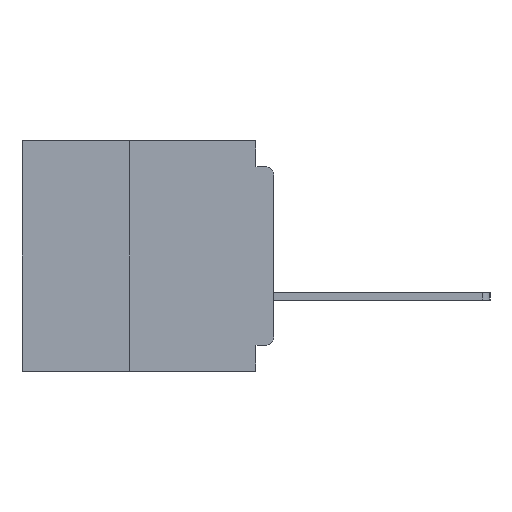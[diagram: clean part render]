
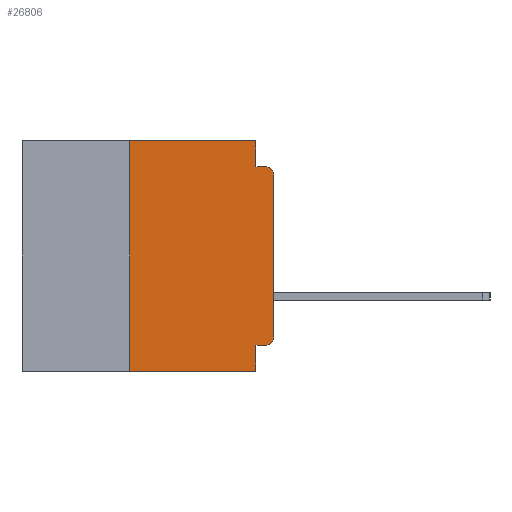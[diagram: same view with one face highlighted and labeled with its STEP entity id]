
A CAD part, left-side view. The second image highlights one B-rep face of the part: STEP entity #26806.
In plain terms, the highlighted planar face has unit normal (-1, 0, 0).
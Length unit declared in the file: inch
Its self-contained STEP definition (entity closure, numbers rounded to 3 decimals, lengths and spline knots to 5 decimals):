
#183 = EDGE_CURVE ( 'NONE', #6719, #31612, #37345, .T. ) ;
#910 = VERTEX_POINT ( 'NONE', #30607 ) ;
#960 = AXIS2_PLACEMENT_3D ( 'NONE', #6952, #28306, #10016 ) ;
#996 = CARTESIAN_POINT ( 'NONE',  ( 0., 0., -0.355 ) ) ;
#1998 = CARTESIAN_POINT ( 'NONE',  ( 0., 0., 0. ) ) ;
#2995 = LINE ( 'NONE', #12152, #19225 ) ;
#4849 = VECTOR ( 'NONE', #34877, 39.37008 ) ;
#4863 = EDGE_CURVE ( 'NONE', #16826, #6173, #15813, .T. ) ;
#6173 = VERTEX_POINT ( 'NONE', #24766 ) ;
#6719 = VERTEX_POINT ( 'NONE', #36812 ) ;
#6952 = CARTESIAN_POINT ( 'NONE',  ( 0., 0.015, -0.06 ) ) ;
#7785 = CARTESIAN_POINT ( 'NONE',  ( 0., 0.015, -0.045 ) ) ;
#8321 = CARTESIAN_POINT ( 'NONE',  ( 0., 0.437, 0. ) ) ;
#9497 = ORIENTED_EDGE ( 'NONE', *, *, #12889, .F. ) ;
#9925 = EDGE_CURVE ( 'NONE', #36558, #21118, #38884, .T. ) ;
#10016 = DIRECTION ( 'NONE',  ( 0., 0., -1. ) ) ;
#11291 = AXIS2_PLACEMENT_3D ( 'NONE', #12624, #33936, #15700 ) ;
#11301 = CARTESIAN_POINT ( 'NONE',  ( 0., 0.015, -0.355 ) ) ;
#11689 = CARTESIAN_POINT ( 'NONE',  ( 0., 0.031, 0. ) ) ;
#11846 = LINE ( 'NONE', #11689, #27116 ) ;
#12152 = CARTESIAN_POINT ( 'NONE',  ( 0., 0.437, -0.4 ) ) ;
#12527 = AXIS2_PLACEMENT_3D ( 'NONE', #19452, #16511, #37776 ) ;
#12624 = CARTESIAN_POINT ( 'NONE',  ( 0., 0.015, -0.34 ) ) ;
#12657 = LINE ( 'NONE', #996, #36953 ) ;
#12889 = EDGE_CURVE ( 'NONE', #910, #12991, #37246, .T. ) ;
#12991 = VERTEX_POINT ( 'NONE', #7785 ) ;
#13062 = VECTOR ( 'NONE', #17079, 39.37008 ) ;
#13140 = DIRECTION ( 'NONE',  ( 0., 1., 0. ) ) ;
#14257 = ORIENTED_EDGE ( 'NONE', *, *, #31540, .F. ) ;
#14383 = CIRCLE ( 'NONE', #11291, 0.015 ) ;
#14761 = DIRECTION ( 'NONE',  ( 0., 0., -1. ) ) ;
#15026 = CARTESIAN_POINT ( 'NONE',  ( 0., 0., -0.06 ) ) ;
#15553 = VECTOR ( 'NONE', #26427, 39.37008 ) ;
#15700 = DIRECTION ( 'NONE',  ( 0., 0., -1. ) ) ;
#15764 = VECTOR ( 'NONE', #32542, 39.37008 ) ;
#15813 = LINE ( 'NONE', #33824, #24891 ) ;
#15874 = ORIENTED_EDGE ( 'NONE', *, *, #20321, .F. ) ;
#16383 = ORIENTED_EDGE ( 'NONE', *, *, #38056, .F. ) ;
#16484 = CARTESIAN_POINT ( 'NONE',  ( 0., 0.031, 0. ) ) ;
#16511 = DIRECTION ( 'NONE',  ( 1., 0., 0. ) ) ;
#16826 = VERTEX_POINT ( 'NONE', #24546 ) ;
#17079 = DIRECTION ( 'NONE',  ( 0., -1., 0. ) ) ;
#18681 = DIRECTION ( 'NONE',  ( 0., 0., -1. ) ) ;
#19225 = VECTOR ( 'NONE', #33480, 39.37008 ) ;
#19452 = CARTESIAN_POINT ( 'NONE',  ( 0., 0.437, 0. ) ) ;
#19730 = CARTESIAN_POINT ( 'NONE',  ( 0., 0., -0.045 ) ) ;
#20321 = EDGE_CURVE ( 'NONE', #32756, #6719, #31975, .T. ) ;
#21118 = VERTEX_POINT ( 'NONE', #15026 ) ;
#23103 = FACE_OUTER_BOUND ( 'NONE', #31543, .T. ) ;
#23354 = VERTEX_POINT ( 'NONE', #11301 ) ;
#24207 = EDGE_CURVE ( 'NONE', #21118, #12991, #38530, .T. ) ;
#24546 = CARTESIAN_POINT ( 'NONE',  ( 0., 0.031, -0.355 ) ) ;
#24766 = CARTESIAN_POINT ( 'NONE',  ( 0., 0.031, -0.4 ) ) ;
#24891 = VECTOR ( 'NONE', #18681, 39.37008 ) ;
#25963 = ORIENTED_EDGE ( 'NONE', *, *, #183, .F. ) ;
#26427 = DIRECTION ( 'NONE',  ( 0., 0., 1. ) ) ;
#26806 = ADVANCED_FACE ( 'NONE', ( #23103 ), #34725, .F. ) ;
#27116 = VECTOR ( 'NONE', #14761, 39.37008 ) ;
#27749 = EDGE_CURVE ( 'NONE', #32756, #6173, #2995, .T. ) ;
#28306 = DIRECTION ( 'NONE',  ( -1., 0., 0. ) ) ;
#28693 = EDGE_CURVE ( 'NONE', #23354, #36558, #14383, .T. ) ;
#29476 = CARTESIAN_POINT ( 'NONE',  ( 0., 0.25, -0.4 ) ) ;
#30341 = ORIENTED_EDGE ( 'NONE', *, *, #24207, .T. ) ;
#30607 = CARTESIAN_POINT ( 'NONE',  ( 0., 0.031, -0.045 ) ) ;
#31174 = CARTESIAN_POINT ( 'NONE',  ( 0., 0.25, -0.4 ) ) ;
#31540 = EDGE_CURVE ( 'NONE', #23354, #16826, #12657, .T. ) ;
#31543 = EDGE_LOOP ( 'NONE', ( #33249, #30341, #9497, #16383, #25963, #15874, #31948, #36192, #14257, #34950 ) ) ;
#31612 = VERTEX_POINT ( 'NONE', #16484 ) ;
#31948 = ORIENTED_EDGE ( 'NONE', *, *, #27749, .T. ) ;
#31975 = LINE ( 'NONE', #29476, #15764 ) ;
#32542 = DIRECTION ( 'NONE',  ( 0., 0., 1. ) ) ;
#32756 = VERTEX_POINT ( 'NONE', #31174 ) ;
#33249 = ORIENTED_EDGE ( 'NONE', *, *, #9925, .T. ) ;
#33480 = DIRECTION ( 'NONE',  ( 0., -1., 0. ) ) ;
#33824 = CARTESIAN_POINT ( 'NONE',  ( 0., 0.031, -0.4 ) ) ;
#33936 = DIRECTION ( 'NONE',  ( -1., 0., 0. ) ) ;
#34725 = PLANE ( 'NONE',  #12527 ) ;
#34877 = DIRECTION ( 'NONE',  ( 0., -1., 0. ) ) ;
#34950 = ORIENTED_EDGE ( 'NONE', *, *, #28693, .T. ) ;
#36192 = ORIENTED_EDGE ( 'NONE', *, *, #4863, .F. ) ;
#36209 = CARTESIAN_POINT ( 'NONE',  ( 0., 0., -0.34 ) ) ;
#36558 = VERTEX_POINT ( 'NONE', #36209 ) ;
#36812 = CARTESIAN_POINT ( 'NONE',  ( 0., 0.25, 0. ) ) ;
#36953 = VECTOR ( 'NONE', #13140, 39.37008 ) ;
#37246 = LINE ( 'NONE', #19730, #4849 ) ;
#37345 = LINE ( 'NONE', #8321, #13062 ) ;
#37776 = DIRECTION ( 'NONE',  ( 0., 0., -1. ) ) ;
#38056 = EDGE_CURVE ( 'NONE', #31612, #910, #11846, .T. ) ;
#38530 = CIRCLE ( 'NONE', #960, 0.015 ) ;
#38884 = LINE ( 'NONE', #1998, #15553 ) ;
